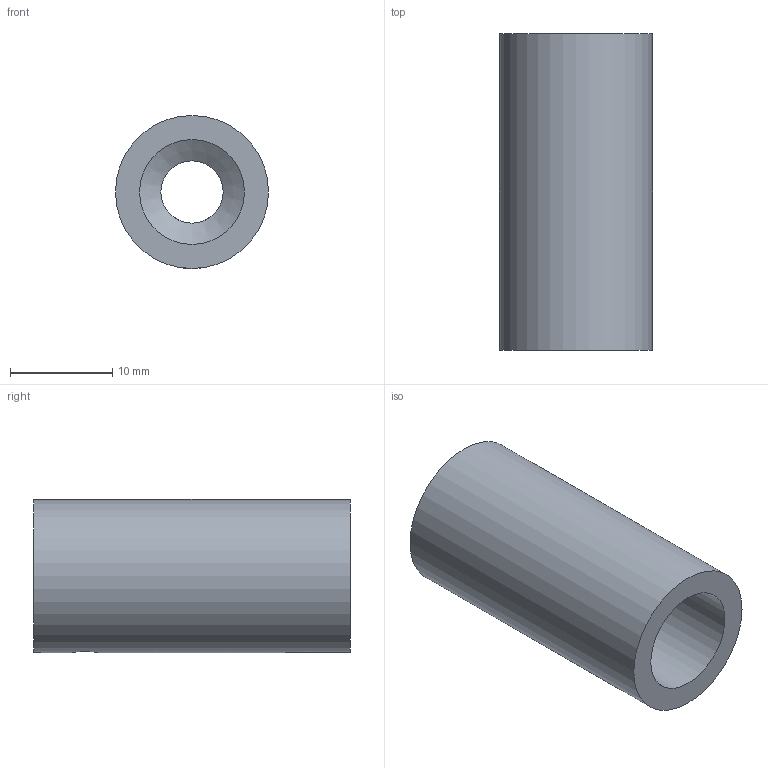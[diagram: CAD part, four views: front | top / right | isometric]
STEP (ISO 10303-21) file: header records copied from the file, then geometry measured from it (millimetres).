
FILE_DESCRIPTION(/* description */ (''),/* implementation_level */ '2;1');
FILE_NAME(/* name */ 'Axes de roue v2.step',/* time_stamp */ '2019-10-23T09:28:18+02:00',/* author */ (''),/* organization */ (''),/* preprocessor_version */ 'ST-DEVELOPER v18',/* originating_system */ 'Autodesk Translation Framework v8.6.0.1094',/* authorisation */ '');
FILE_SCHEMA (('AUTOMOTIVE_DESIGN { 1 0 10303 214 3 1 1 }'));
Length unit declared in the file: millimetre
Products named in the file (1): Axes de roue
Bounding box: 14.99 x 31 x 14.99 mm (x, y, z)
Volume: 3438.2 mm3; surface area: 2621.4 mm2
Topology: 1 solids, 1 shells, 7 faces, 19 edges, 13 vertices
Faces by surface type: cylinder 4, plane 2, cone 1
Full cylindrical faces by diameter (mm): 2.529 x1, 6.1 x1, 10.274 x1, 14.99 x1
Entity records: 329 total; most frequent: CARTESIAN_POINT 109, ORIENTED_EDGE 38, DIRECTION 38, EDGE_CURVE 19, AXIS2_PLACEMENT_3D 16, VERTEX_POINT 13, EDGE_LOOP 10, CIRCLE 8
